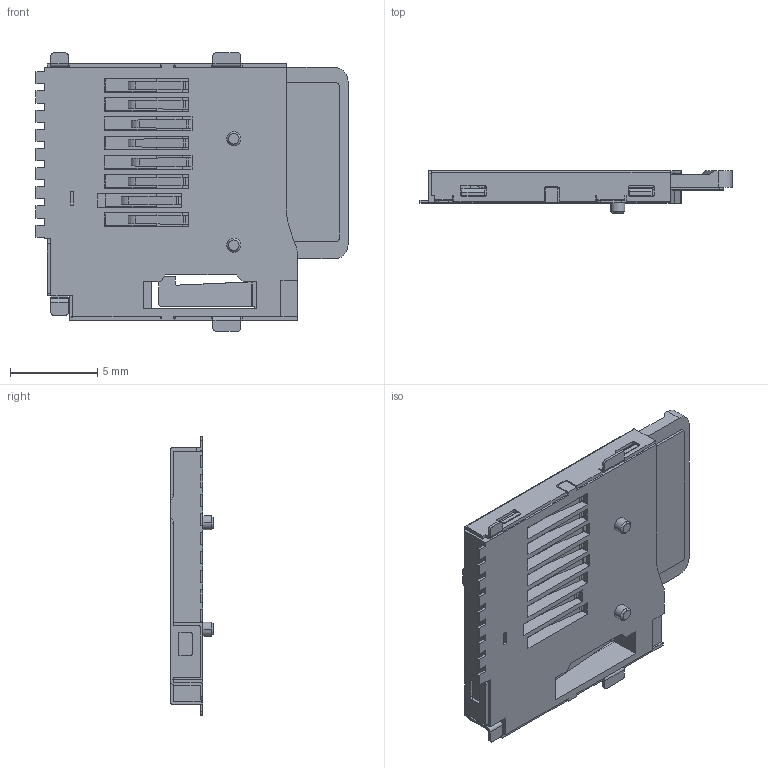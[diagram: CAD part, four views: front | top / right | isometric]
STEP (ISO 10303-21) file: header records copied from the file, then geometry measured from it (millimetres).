
FILE_DESCRIPTION (( 'STEP AP214' ), '1' );
FILE_NAME ('MicroSD_socket.STEP', '2014-01-15T13:57:45', ( 'ARSOV' ), ( '' ), 'SwSTEP 2.0', 'SolidWorks 2010', '' );
FILE_SCHEMA (( 'AUTOMOTIVE_DESIGN' ));
Length unit declared in the file: millimetre
Products named in the file (5): slot_1; sd_1; MicroSD_socket
Assembly tree (4 placements, depth 3):
  MicroSD_socket
    slot_1
      slot_1
    sd_1
      sd_1
Bounding box: 17.9 x 2.44 x 16 mm (x, y, z)
Volume: 341.1 mm3; surface area: 1214 mm2
Topology: 2 solids, 2 shells, 922 faces, 2655 edges, 1762 vertices
Faces by surface type: plane 731, cylinder 185, cone 6
Entity records: 40243 total; most frequent: CARTESIAN_POINT 5660, ORIENTED_EDGE 5310, DIRECTION 4695, EDGE_CURVE 2655, VECTOR 2269, LINE 2269, VERTEX_POINT 1762, AXIS2_PLACEMENT_3D 1213
